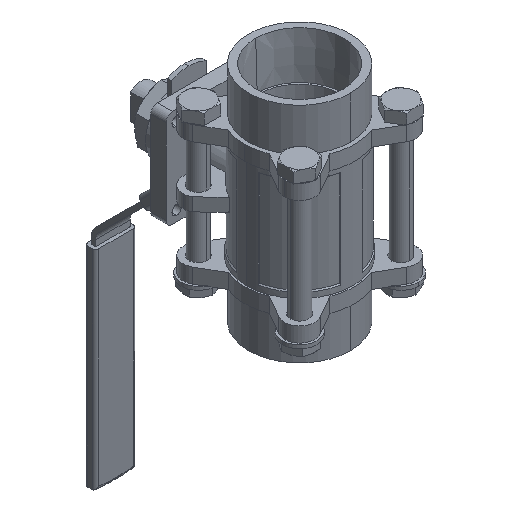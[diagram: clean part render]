
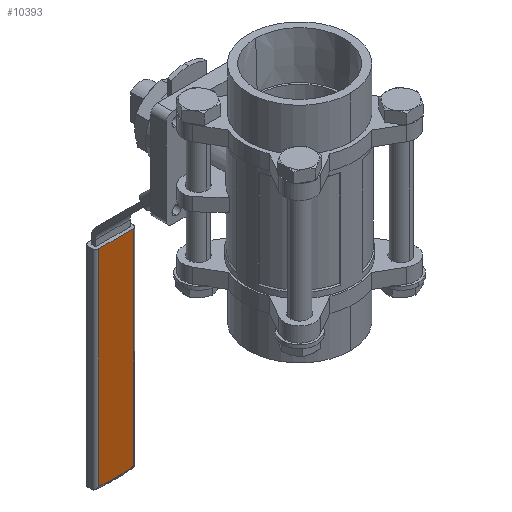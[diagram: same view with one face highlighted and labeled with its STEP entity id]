
A CAD part, isometric view. The second image highlights one B-rep face of the part: STEP entity #10393.
In plain terms, the highlighted planar face has unit normal (0, -1, 0).
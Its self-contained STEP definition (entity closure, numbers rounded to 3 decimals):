
#3791 = DIRECTION ( 'NONE',  ( 0., 0., 1. ) ) ;
#3793 = DIRECTION ( 'NONE',  ( 0., -1., 0. ) ) ;
#3795 = CARTESIAN_POINT ( 'NONE',  ( 0., 31.5, -85.971 ) ) ;
#5066 = DIRECTION ( 'NONE',  ( 0., 0., -1. ) ) ;
#5067 = CARTESIAN_POINT ( 'NONE',  ( -8., 31.5, -156.8 ) ) ;
#5240 = DIRECTION ( 'NONE',  ( 0., 0., 1. ) ) ;
#5241 = CARTESIAN_POINT ( 'NONE',  ( 8., 31.5, -60.699 ) ) ;
#6975 = VECTOR ( 'NONE', #9204, 1000. ) ;
#6978 = LINE ( 'NONE', #9191, #6975 ) ;
#8441 = ORIENTED_EDGE ( 'NONE', *, *, #13143, .T. ) ;
#9191 = CARTESIAN_POINT ( 'NONE',  ( 9.5, 31.5, -60.699 ) ) ;
#9204 = DIRECTION ( 'NONE',  ( -1., 0., 0. ) ) ;
#10393 = ADVANCED_FACE ( 'NONE', ( #14949 ), #16815, .F. ) ;
#11945 = VERTEX_POINT ( 'NONE', #15919 ) ;
#11949 = VERTEX_POINT ( 'NONE', #15915 ) ;
#11950 = VERTEX_POINT ( 'NONE', #15913 ) ;
#11952 = VERTEX_POINT ( 'NONE', #15911 ) ;
#13143 = EDGE_CURVE ( 'NONE', #11945, #11952, #6978, .T. ) ;
#13409 = EDGE_CURVE ( 'NONE', #11950, #11945, #19991, .T. ) ;
#13457 = EDGE_CURVE ( 'NONE', #11952, #11949, #19920, .T. ) ;
#13500 = EDGE_CURVE ( 'NONE', #11949, #11950, #20191, .T. ) ;
#14035 = EDGE_LOOP ( 'NONE', ( #8441, #14165, #14259, #14260 ) ) ;
#14165 = ORIENTED_EDGE ( 'NONE', *, *, #13457, .T. ) ;
#14259 = ORIENTED_EDGE ( 'NONE', *, *, #13500, .T. ) ;
#14260 = ORIENTED_EDGE ( 'NONE', *, *, #13409, .T. ) ;
#14627 = AXIS2_PLACEMENT_3D ( 'NONE', #16820, #16812, #16811 ) ;
#14819 = AXIS2_PLACEMENT_3D ( 'NONE', #3795, #3793, #3791 ) ;
#14949 = FACE_OUTER_BOUND ( 'NONE', #14035, .T. ) ;
#15911 = CARTESIAN_POINT ( 'NONE',  ( -8., 31.5, -60.699 ) ) ;
#15913 = CARTESIAN_POINT ( 'NONE',  ( 8., 31.5, -155.475 ) ) ;
#15915 = CARTESIAN_POINT ( 'NONE',  ( -8., 31.5, -155.475 ) ) ;
#15919 = CARTESIAN_POINT ( 'NONE',  ( 8., 31.5, -60.699 ) ) ;
#16811 = DIRECTION ( 'NONE',  ( 0., 0., 1. ) ) ;
#16812 = DIRECTION ( 'NONE',  ( 0., 1., 0. ) ) ;
#16815 = PLANE ( 'NONE',  #14627 ) ;
#16820 = CARTESIAN_POINT ( 'NONE',  ( 8., 31.5, -59.199 ) ) ;
#19920 = LINE ( 'NONE', #5067, #19921 ) ;
#19921 = VECTOR ( 'NONE', #5066, 1000. ) ;
#19989 = VECTOR ( 'NONE', #5240, 1000. ) ;
#19991 = LINE ( 'NONE', #5241, #19989 ) ;
#20191 = CIRCLE ( 'NONE', #14819, 69.964 ) ;
